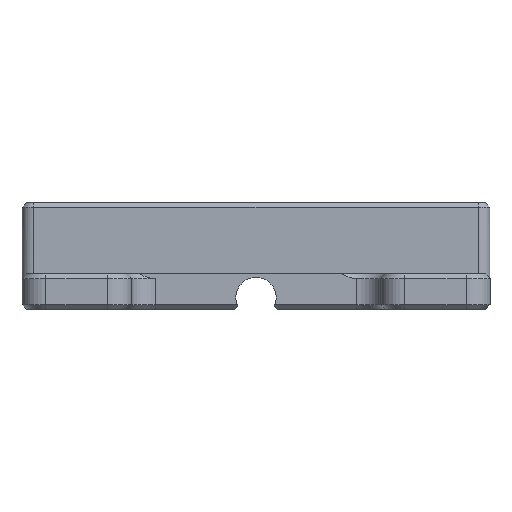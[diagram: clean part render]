
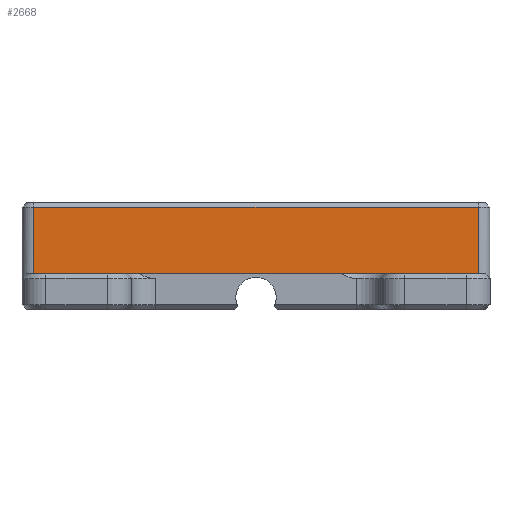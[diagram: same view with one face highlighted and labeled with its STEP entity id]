
A CAD part, left-side view. The second image highlights one B-rep face of the part: STEP entity #2668.
In plain terms, the highlighted planar face has unit normal (-1, 0, 0).
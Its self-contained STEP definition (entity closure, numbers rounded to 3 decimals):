
#405=FACE_OUTER_BOUND('',#566,.T.);
#566=EDGE_LOOP('',(#2432,#2433,#2434,#2435));
#757=LINE('',#4930,#999);
#798=LINE('',#5553,#1040);
#808=LINE('',#5582,#1050);
#809=LINE('',#5584,#1051);
#999=VECTOR('',#3432,10.);
#1040=VECTOR('',#3573,10.);
#1050=VECTOR('',#3619,10.);
#1051=VECTOR('',#3622,10.);
#1246=VERTEX_POINT('',#4925);
#1247=VERTEX_POINT('',#4929);
#1280=VERTEX_POINT('',#5551);
#1281=VERTEX_POINT('',#5552);
#1585=EDGE_CURVE('',#1246,#1247,#757,.T.);
#1653=EDGE_CURVE('',#1280,#1281,#798,.T.);
#1667=EDGE_CURVE('',#1247,#1280,#808,.T.);
#1668=EDGE_CURVE('',#1281,#1246,#809,.T.);
#2432=ORIENTED_EDGE('',*,*,#1585,.F.);
#2433=ORIENTED_EDGE('',*,*,#1668,.F.);
#2434=ORIENTED_EDGE('',*,*,#1653,.F.);
#2435=ORIENTED_EDGE('',*,*,#1667,.F.);
#2513=PLANE('',#2914);
#2668=ADVANCED_FACE('',(#405),#2513,.F.);
#2914=AXIS2_PLACEMENT_3D('',#5583,#3620,#3621);
#3432=DIRECTION('',(0.,-1.,0.));
#3573=DIRECTION('',(0.,1.,0.));
#3619=DIRECTION('',(0.,0.,-1.));
#3620=DIRECTION('center_axis',(1.,0.,0.));
#3621=DIRECTION('ref_axis',(0.,0.,-1.));
#3622=DIRECTION('',(0.,0.,1.));
#4925=CARTESIAN_POINT('',(7.,21.5,8.6));
#4929=CARTESIAN_POINT('',(7.,-15.9,8.6));
#4930=CARTESIAN_POINT('',(7.,2.8,8.6));
#5551=CARTESIAN_POINT('',(7.,-15.9,3.));
#5552=CARTESIAN_POINT('',(7.,21.5,3.));
#5553=CARTESIAN_POINT('',(7.,-13.985,3.));
#5582=CARTESIAN_POINT('',(7.,-15.9,9.25));
#5583=CARTESIAN_POINT('Origin',(7.,-19.9,6.5));
#5584=CARTESIAN_POINT('',(7.,21.5,9.25));
